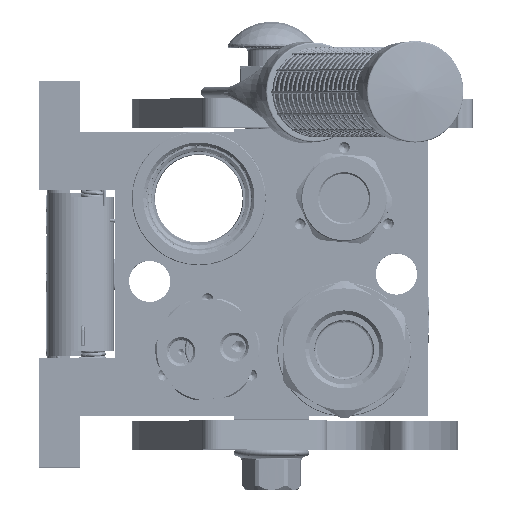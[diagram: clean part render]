
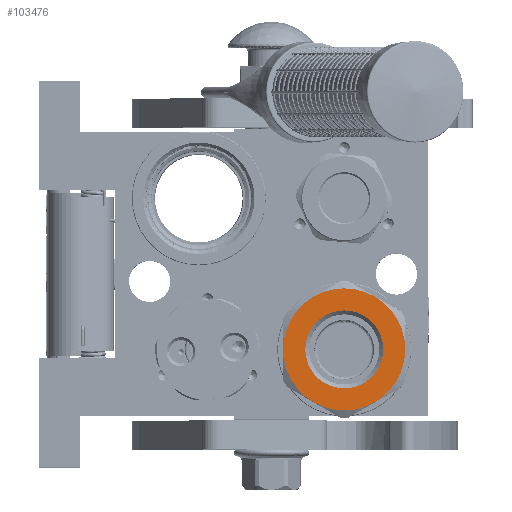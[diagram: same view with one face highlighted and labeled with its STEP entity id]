
A CAD part, top view. The second image highlights one B-rep face of the part: STEP entity #103476.
In plain terms, the highlighted face is planar.
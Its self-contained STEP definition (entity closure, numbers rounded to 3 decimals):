
#3507 = CARTESIAN_POINT ( 'NONE',  ( 100.6, 0., 0. ) ) ;
#12020 = AXIS2_PLACEMENT_3D ( 'NONE', #80640, #79084, #151966 ) ;
#14361 = CARTESIAN_POINT ( 'NONE',  ( 100.6, 10.5, -18.187 ) ) ;
#17206 = CARTESIAN_POINT ( 'NONE',  ( 100.6, 0., 0. ) ) ;
#22242 = EDGE_LOOP ( 'NONE', ( #165431, #109130, #133727, #72924, #144343, #202289, #151155 ) ) ;
#22933 = CARTESIAN_POINT ( 'NONE',  ( 100.6, 13.4, 0. ) ) ;
#23031 = DIRECTION ( 'NONE',  ( 0., 1., 0. ) ) ;
#26661 = CIRCLE ( 'NONE', #27104, 21. ) ;
#27104 = AXIS2_PLACEMENT_3D ( 'NONE', #95859, #42897, #149788 ) ;
#31112 = CARTESIAN_POINT ( 'NONE',  ( 100.6, 0., 21. ) ) ;
#37249 = DIRECTION ( 'NONE',  ( 1., 0., 0. ) ) ;
#38336 = CARTESIAN_POINT ( 'NONE',  ( 100.6, -21., 0. ) ) ;
#41845 = DIRECTION ( 'NONE',  ( -1., 0., 0. ) ) ;
#42897 = DIRECTION ( 'NONE',  ( 1., 0., 0. ) ) ;
#42904 = DIRECTION ( 'NONE',  ( -1., 0., 0. ) ) ;
#44346 = FACE_OUTER_BOUND ( 'NONE', #22242, .T. ) ;
#53742 = CIRCLE ( 'NONE', #12020, 21. ) ;
#55547 = DIRECTION ( 'NONE',  ( -1., 0., 0. ) ) ;
#56958 = CIRCLE ( 'NONE', #116557, 13.4 ) ;
#58734 = CARTESIAN_POINT ( 'NONE',  ( 100.6, 0., 0. ) ) ;
#71815 = DIRECTION ( 'NONE',  ( 0., 0.5, 0.866 ) ) ;
#72924 = ORIENTED_EDGE ( 'NONE', *, *, #181072, .F. ) ;
#76080 = VERTEX_POINT ( 'NONE', #198250 ) ;
#77674 = EDGE_CURVE ( 'NONE', #76080, #82969, #89789, .T. ) ;
#78279 = CIRCLE ( 'NONE', #106592, 21. ) ;
#79084 = DIRECTION ( 'NONE',  ( 1., 0., 0. ) ) ;
#80640 = CARTESIAN_POINT ( 'NONE',  ( 100.6, 0., 0. ) ) ;
#82212 = ORIENTED_EDGE ( 'NONE', *, *, #150181, .T. ) ;
#82969 = VERTEX_POINT ( 'NONE', #210242 ) ;
#83108 = AXIS2_PLACEMENT_3D ( 'NONE', #150264, #41845, #224008 ) ;
#88526 = AXIS2_PLACEMENT_3D ( 'NONE', #163148, #37249, #162353 ) ;
#89789 = CIRCLE ( 'NONE', #165587, 21. ) ;
#95859 = CARTESIAN_POINT ( 'NONE',  ( 100.6, 0., 0. ) ) ;
#99449 = AXIS2_PLACEMENT_3D ( 'NONE', #148893, #201246, #23031 ) ;
#103476 = ADVANCED_FACE ( 'NONE', ( #44346, #183198 ), #166340, .F. ) ;
#105134 = VERTEX_POINT ( 'NONE', #119853 ) ;
#106592 = AXIS2_PLACEMENT_3D ( 'NONE', #131959, #111330, #112124 ) ;
#109130 = ORIENTED_EDGE ( 'NONE', *, *, #193262, .T. ) ;
#110823 = EDGE_CURVE ( 'NONE', #76080, #194465, #78279, .T. ) ;
#111330 = DIRECTION ( 'NONE',  ( 1., 0., 0. ) ) ;
#112124 = DIRECTION ( 'NONE',  ( 0., 0.5, 0.866 ) ) ;
#112455 = DIRECTION ( 'NONE',  ( 0., 0., 1. ) ) ;
#114510 = AXIS2_PLACEMENT_3D ( 'NONE', #200461, #55547, #112455 ) ;
#115376 = CIRCLE ( 'NONE', #83108, 13.4 ) ;
#116557 = AXIS2_PLACEMENT_3D ( 'NONE', #58734, #42904, #187849 ) ;
#117031 = ORIENTED_EDGE ( 'NONE', *, *, #203319, .T. ) ;
#119853 = CARTESIAN_POINT ( 'NONE',  ( 100.6, -10.5, -18.187 ) ) ;
#126628 = CIRCLE ( 'NONE', #99449, 21. ) ;
#129366 = DIRECTION ( 'NONE',  ( 0., 0.5, 0.866 ) ) ;
#131959 = CARTESIAN_POINT ( 'NONE',  ( 100.6, 0., 0. ) ) ;
#133727 = ORIENTED_EDGE ( 'NONE', *, *, #219061, .T. ) ;
#137768 = CARTESIAN_POINT ( 'NONE',  ( 100.6, -10.5, 18.187 ) ) ;
#144343 = ORIENTED_EDGE ( 'NONE', *, *, #77674, .F. ) ;
#148491 = CARTESIAN_POINT ( 'NONE',  ( 100.6, -13.4, 0. ) ) ;
#148773 = VERTEX_POINT ( 'NONE', #148491 ) ;
#148893 = CARTESIAN_POINT ( 'NONE',  ( 100.6, 0., 0. ) ) ;
#149788 = DIRECTION ( 'NONE',  ( 0., -1., 0. ) ) ;
#150181 = EDGE_CURVE ( 'NONE', #210435, #148773, #115376, .T. ) ;
#150264 = CARTESIAN_POINT ( 'NONE',  ( 100.6, 0., 0. ) ) ;
#151155 = ORIENTED_EDGE ( 'NONE', *, *, #209214, .T. ) ;
#151966 = DIRECTION ( 'NONE',  ( 0., -0.5, -0.866 ) ) ;
#162353 = DIRECTION ( 'NONE',  ( 0., -0.5, 0.866 ) ) ;
#163148 = CARTESIAN_POINT ( 'NONE',  ( 100.6, 0., 0. ) ) ;
#165431 = ORIENTED_EDGE ( 'NONE', *, *, #225461, .T. ) ;
#165587 = AXIS2_PLACEMENT_3D ( 'NONE', #3507, #165753, #129366 ) ;
#165753 = DIRECTION ( 'NONE',  ( -1., 0., 0. ) ) ;
#166219 = CIRCLE ( 'NONE', #88526, 21. ) ;
#166340 = PLANE ( 'NONE',  #114510 ) ;
#174221 = AXIS2_PLACEMENT_3D ( 'NONE', #17206, #200121, #71815 ) ;
#179771 = VERTEX_POINT ( 'NONE', #38336 ) ;
#181072 = EDGE_CURVE ( 'NONE', #82969, #196929, #126628, .T. ) ;
#183198 = FACE_BOUND ( 'NONE', #191543, .T. ) ;
#187849 = DIRECTION ( 'NONE',  ( 0., -1., 0. ) ) ;
#189356 = VERTEX_POINT ( 'NONE', #137768 ) ;
#191543 = EDGE_LOOP ( 'NONE', ( #117031, #82212 ) ) ;
#193262 = EDGE_CURVE ( 'NONE', #179771, #105134, #26661, .T. ) ;
#194465 = VERTEX_POINT ( 'NONE', #31112 ) ;
#196351 = CIRCLE ( 'NONE', #174221, 21. ) ;
#196929 = VERTEX_POINT ( 'NONE', #14361 ) ;
#198250 = CARTESIAN_POINT ( 'NONE',  ( 100.6, 10.5, 18.187 ) ) ;
#200121 = DIRECTION ( 'NONE',  ( 1., 0., 0. ) ) ;
#200461 = CARTESIAN_POINT ( 'NONE',  ( 100.6, 0., 0. ) ) ;
#201246 = DIRECTION ( 'NONE',  ( -1., 0., 0. ) ) ;
#202289 = ORIENTED_EDGE ( 'NONE', *, *, #110823, .T. ) ;
#203319 = EDGE_CURVE ( 'NONE', #148773, #210435, #56958, .T. ) ;
#209214 = EDGE_CURVE ( 'NONE', #194465, #189356, #196351, .T. ) ;
#210242 = CARTESIAN_POINT ( 'NONE',  ( 100.6, 21., 0. ) ) ;
#210435 = VERTEX_POINT ( 'NONE', #22933 ) ;
#219061 = EDGE_CURVE ( 'NONE', #105134, #196929, #53742, .T. ) ;
#224008 = DIRECTION ( 'NONE',  ( 0., 1., 0. ) ) ;
#225461 = EDGE_CURVE ( 'NONE', #189356, #179771, #166219, .T. ) ;
